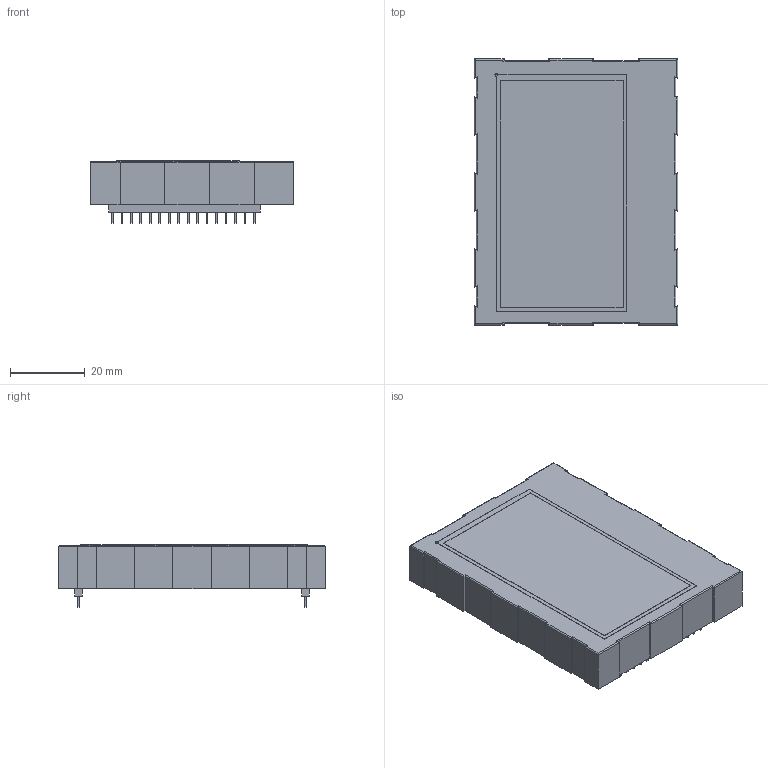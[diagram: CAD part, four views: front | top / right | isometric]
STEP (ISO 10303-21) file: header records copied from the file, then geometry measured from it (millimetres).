
FILE_DESCRIPTION(('FreeCAD Model'),'2;1');
FILE_NAME('Fillet_sp.step','2017-08-08T12:01:22',( 'kicad StepUp'),('ksu MCAD'),'Open CASCADE STEP processor 7.1', 'FreeCAD','Unknown');
FILE_SCHEMA(('AUTOMOTIVE_DESIGN { 1 0 10303 214 1 1 1 1 }'));
Length unit declared in the file: millimetre
Products named in the file (1): Fillet_sp
Bounding box: 54.6 x 71.4 x 16.8 mm (x, y, z)
Volume: 45351.4 mm3; surface area: 11272.4 mm2
Topology: 1 solids, 1 shells, 288 faces, 698 edges, 448 vertices
Faces by surface type: plane 236, cylinder 52
Entity records: 5642 total; most frequent: ORIENTED_EDGE 1126, CARTESIAN_POINT 759, EDGE_CURVE 698, LINE 641, VERTEX_POINT 448, AXIS2_PLACEMENT_3D 341, FACE_BOUND 324, EDGE_LOOP 324
